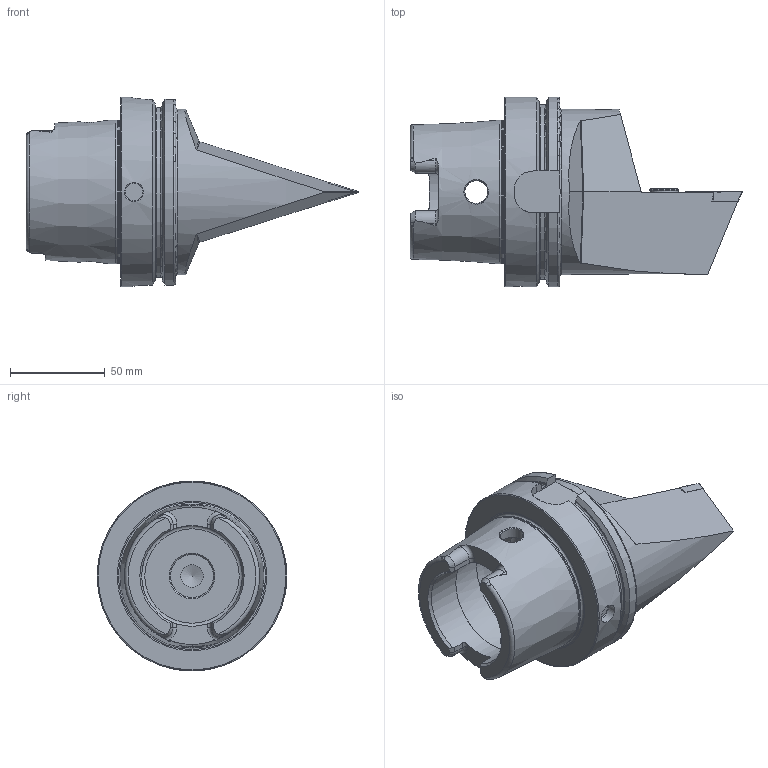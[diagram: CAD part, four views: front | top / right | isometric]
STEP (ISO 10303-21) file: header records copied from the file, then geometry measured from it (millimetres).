
FILE_DESCRIPTION (( 'STEP AP214' ), '1' );
FILE_NAME ('HA0.KVB.NVA.125-HP.STEP', '2020-11-23T11:29:22', ( '' ), ( '' ), 'SwSTEP 2.0', 'SolidWorks 2017', '' );
FILE_SCHEMA (( 'AUTOMOTIVE_DESIGN' ));
Length unit declared in the file: millimetre
Products named in the file (10): DIN 7991 - M5x15; HA0.KVB.NVA.125-HP; WCB-ER2.001.009_A; HA0-KVB.NVA.125-HP_A; CHP-ER1.015.006; CHP-ER1.008.014_A; VCMT160404; ISO 8752 2x8; CHP-ER1.015.006_A; DIN 3771 - 13x1
Assembly tree (9 placements, depth 3):
  HA0.KVB.NVA.125-HP
    HA0-KVB.NVA.125-HP_A
    CHP-ER1.015.006
      CHP-ER1.015.006_A
      DIN 3771 - 13x1
      DIN 7991 - M5x15
    CHP-ER1.008.014_A
    ISO 8752 2x8
    VCMT160404
    WCB-ER2.001.009_A
Bounding box: 174.88 x 100 x 100 mm (x, y, z)
Volume: 433886.2 mm3; surface area: 66956.8 mm2
Topology: 8 solids, 8 shells, 308 faces, 773 edges, 482 vertices
Faces by surface type: plane 117, cylinder 76, cone 66, torus 30, bspline 18, sphere 1
Full cylindrical faces by diameter (mm): 2 x1, 2.5 x1, 3 x1, 3.3 x1, 4 x1, 4.2 x2, 4.4 x1, 5 x4, 5.2 x1, 5.25 x1, 5.5 x1, 6.1 x1, 7 x1, 8 x1, 10 x2, 12 x3, 13.4 x1, 15 x4, 22.5 x1, 26 x1, 53 x2, 63 x1, 75.265 x1, 87 x1, 100 x1
Entity records: 12908 total; most frequent: CARTESIAN_POINT 4326, ORIENTED_EDGE 1310, DIRECTION 1276, EDGE_CURVE 655, AXIS2_PLACEMENT_3D 520, VERTEX_POINT 455, EDGE_LOOP 414, FACE_OUTER_BOUND 360
